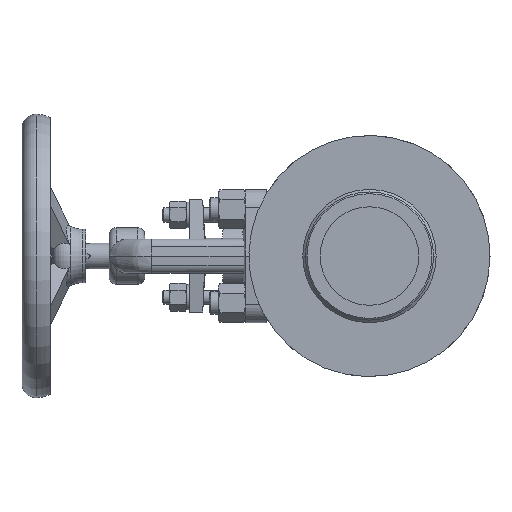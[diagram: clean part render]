
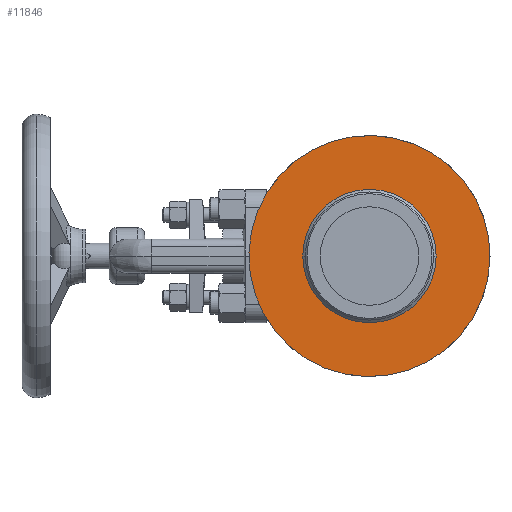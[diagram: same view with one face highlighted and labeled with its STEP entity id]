
A CAD part, left-side view. The second image highlights one B-rep face of the part: STEP entity #11846.
In plain terms, the highlighted planar face has unit normal (-1, 0, 0).
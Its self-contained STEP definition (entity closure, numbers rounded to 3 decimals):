
#270 = CARTESIAN_POINT ( 'NONE',  ( -127., -70., 0. ) ) ;
#679 = VERTEX_POINT ( 'NONE', #12486 ) ;
#1405 = CARTESIAN_POINT ( 'NONE',  ( -127., -70., 0. ) ) ;
#1550 = CARTESIAN_POINT ( 'NONE',  ( -127., -70., 0. ) ) ;
#1635 = EDGE_CURVE ( 'NONE', #21386, #679, #13193, .T. ) ;
#1711 = CARTESIAN_POINT ( 'NONE',  ( -127., -23., 0. ) ) ;
#1860 = ORIENTED_EDGE ( 'NONE', *, *, #1635, .F. ) ;
#1994 = EDGE_CURVE ( 'NONE', #679, #21386, #20867, .T. ) ;
#2203 = DIRECTION ( 'NONE',  ( 0., -1., 0. ) ) ;
#2493 = VERTEX_POINT ( 'NONE', #1711 ) ;
#2680 = EDGE_LOOP ( 'NONE', ( #9218, #1860 ) ) ;
#3126 = EDGE_LOOP ( 'NONE', ( #22812, #17284 ) ) ;
#3306 = DIRECTION ( 'NONE',  ( 0., -1., 0. ) ) ;
#5614 = FACE_OUTER_BOUND ( 'NONE', #2680, .T. ) ;
#6222 = CARTESIAN_POINT ( 'NONE',  ( -127., -70., 0. ) ) ;
#6583 = CARTESIAN_POINT ( 'NONE',  ( -127., -117., 0. ) ) ;
#6740 = DIRECTION ( 'NONE',  ( -1., 0., 0. ) ) ;
#7096 = AXIS2_PLACEMENT_3D ( 'NONE', #6222, #19687, #21613 ) ;
#7182 = DIRECTION ( 'NONE',  ( 0., -1., 0. ) ) ;
#7358 = AXIS2_PLACEMENT_3D ( 'NONE', #19954, #19302, #8010 ) ;
#8010 = DIRECTION ( 'NONE',  ( 0., -1., 0. ) ) ;
#9218 = ORIENTED_EDGE ( 'NONE', *, *, #1994, .F. ) ;
#11846 = ADVANCED_FACE ( 'NONE', ( #5614, #15831 ), #13992, .T. ) ;
#11907 = AXIS2_PLACEMENT_3D ( 'NONE', #1550, #6740, #7182 ) ;
#12486 = CARTESIAN_POINT ( 'NONE',  ( -127., -136.699, 52.69 ) ) ;
#13193 = CIRCLE ( 'NONE', #7096, 85. ) ;
#13681 = DIRECTION ( 'NONE',  ( -1., 0., 0. ) ) ;
#13992 = PLANE ( 'NONE',  #7358 ) ;
#14144 = EDGE_CURVE ( 'NONE', #2493, #24668, #18718, .T. ) ;
#14253 = CARTESIAN_POINT ( 'NONE',  ( -127., -3.301, -52.69 ) ) ;
#14818 = DIRECTION ( 'NONE',  ( 1., 0., 0. ) ) ;
#15831 = FACE_BOUND ( 'NONE', #3126, .T. ) ;
#16985 = CIRCLE ( 'NONE', #23395, 47. ) ;
#17284 = ORIENTED_EDGE ( 'NONE', *, *, #21225, .F. ) ;
#18718 = CIRCLE ( 'NONE', #11907, 47. ) ;
#19302 = DIRECTION ( 'NONE',  ( -1., 0., 0. ) ) ;
#19337 = AXIS2_PLACEMENT_3D ( 'NONE', #1405, #14818, #3306 ) ;
#19687 = DIRECTION ( 'NONE',  ( 1., 0., 0. ) ) ;
#19954 = CARTESIAN_POINT ( 'NONE',  ( -127., -23., 0. ) ) ;
#20867 = CIRCLE ( 'NONE', #19337, 85. ) ;
#21225 = EDGE_CURVE ( 'NONE', #24668, #2493, #16985, .T. ) ;
#21386 = VERTEX_POINT ( 'NONE', #14253 ) ;
#21613 = DIRECTION ( 'NONE',  ( 0., -1., 0. ) ) ;
#22812 = ORIENTED_EDGE ( 'NONE', *, *, #14144, .F. ) ;
#23395 = AXIS2_PLACEMENT_3D ( 'NONE', #270, #13681, #2203 ) ;
#24668 = VERTEX_POINT ( 'NONE', #6583 ) ;
